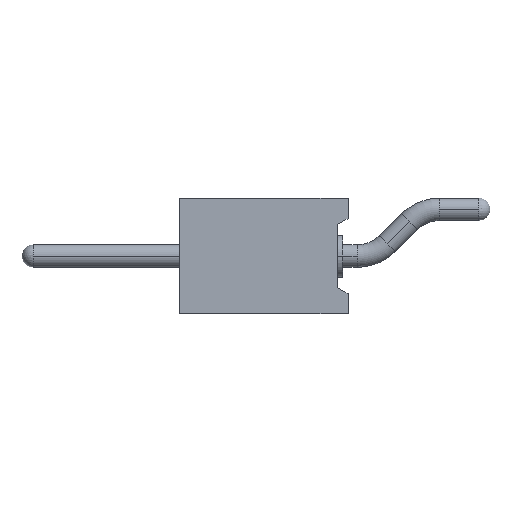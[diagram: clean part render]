
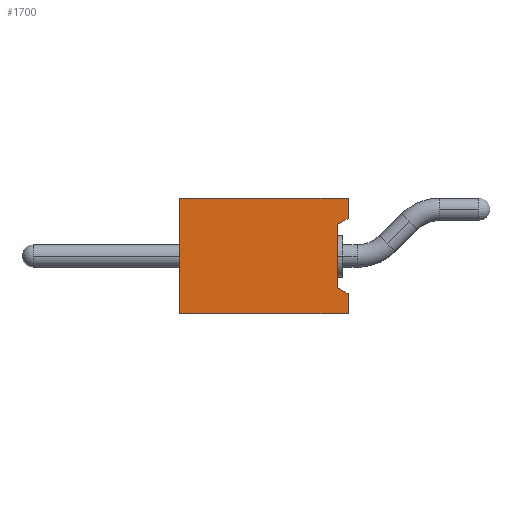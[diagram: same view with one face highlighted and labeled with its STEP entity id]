
A CAD part, left-side view. The second image highlights one B-rep face of the part: STEP entity #1700.
In plain terms, the highlighted planar face has unit normal (-1, 0, 0).
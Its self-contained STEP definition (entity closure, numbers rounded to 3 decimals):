
#1700=ADVANCED_FACE('',(#3439),#3440,.F.);
#3439=FACE_OUTER_BOUND('',#5192,.T.);
#3440=PLANE('',#5193);
#5192=EDGE_LOOP('',(#10525,#10526,#10527,#10528,#10529,#10530,#10531,#10532));
#5193=AXIS2_PLACEMENT_3D('',#10533,#10534,#10535);
#10525=ORIENTED_EDGE('',*,*,#12697,.T.);
#10526=ORIENTED_EDGE('',*,*,#12700,.F.);
#10527=ORIENTED_EDGE('',*,*,#12708,.F.);
#10528=ORIENTED_EDGE('',*,*,#12710,.T.);
#10529=ORIENTED_EDGE('',*,*,#12095,.F.);
#10530=ORIENTED_EDGE('',*,*,#12692,.F.);
#10531=ORIENTED_EDGE('',*,*,#12694,.T.);
#10532=ORIENTED_EDGE('',*,*,#12185,.T.);
#10533=CARTESIAN_POINT('',(-14.175,1.6,0.0));
#10534=DIRECTION('',(1.0,0.0,0.0));
#10535=DIRECTION('',(0.0,0.0,-1.0));
#12095=EDGE_CURVE('',#15028,#15030,#15031,.T.);
#12185=EDGE_CURVE('',#15207,#15205,#15208,.T.);
#12692=EDGE_CURVE('',#15882,#15028,#15884,.T.);
#12694=EDGE_CURVE('',#15882,#15207,#15886,.T.);
#12697=EDGE_CURVE('',#15205,#15888,#15890,.T.);
#12700=EDGE_CURVE('',#15892,#15888,#15894,.T.);
#12708=EDGE_CURVE('',#15902,#15892,#15904,.T.);
#12710=EDGE_CURVE('',#15902,#15030,#15906,.T.);
#15028=VERTEX_POINT('',#18555);
#15030=VERTEX_POINT('',#18558);
#15031=LINE('',#18559,#18560);
#15205=VERTEX_POINT('',#18821);
#15207=VERTEX_POINT('',#18824);
#15208=LINE('',#18825,#18826);
#15882=VERTEX_POINT('',#19837);
#15884=LINE('',#19840,#19841);
#15886=LINE('',#19843,#19844);
#15888=VERTEX_POINT('',#19846);
#15890=LINE('',#19849,#19850);
#15892=VERTEX_POINT('',#19852);
#15894=LINE('',#19855,#19856);
#15902=VERTEX_POINT('',#19867);
#15904=LINE('',#19870,#19871);
#15906=LINE('',#19873,#19874);
#18555=CARTESIAN_POINT('',(-14.175,0.0,-1.1));
#18558=CARTESIAN_POINT('',(-14.175,3.2,-1.1));
#18559=CARTESIAN_POINT('',(-14.175,1.6,-1.1));
#18560=VECTOR('',#22584,1.0);
#18821=CARTESIAN_POINT('',(-14.175,0.2,0.6));
#18824=CARTESIAN_POINT('',(-14.175,0.2,-0.6));
#18825=CARTESIAN_POINT('',(-14.175,0.2,0.));
#18826=VECTOR('',#22673,1.0);
#19837=CARTESIAN_POINT('',(-14.175,0.0,-0.715));
#19840=CARTESIAN_POINT('',(-14.175,0.0,0.0));
#19841=VECTOR('',#23012,1.0);
#19843=CARTESIAN_POINT('',(-14.175,0.805,-0.251));
#19844=VECTOR('',#23013,1.0);
#19846=CARTESIAN_POINT('',(-14.175,0.0,0.715));
#19849=CARTESIAN_POINT('',(-14.175,0.805,0.251));
#19850=VECTOR('',#23015,1.0);
#19852=CARTESIAN_POINT('',(-14.175,0.0,1.1));
#19855=CARTESIAN_POINT('',(-14.175,0.0,0.0));
#19856=VECTOR('',#23017,1.0);
#19867=CARTESIAN_POINT('',(-14.175,3.2,1.1));
#19870=CARTESIAN_POINT('',(-14.175,1.6,1.1));
#19871=VECTOR('',#23022,1.0);
#19873=CARTESIAN_POINT('',(-14.175,3.2,0.0));
#19874=VECTOR('',#23023,1.0);
#22584=DIRECTION('',(0.0,1.0,0.0));
#22673=DIRECTION('',(0.0,0.0,1.0));
#23012=DIRECTION('',(0.0,0.0,-1.0));
#23013=DIRECTION('',(-0.0,0.866,0.5));
#23015=DIRECTION('',(0.0,-0.866,0.5));
#23017=DIRECTION('',(0.0,0.0,-1.0));
#23022=DIRECTION('',(0.0,-1.0,0.0));
#23023=DIRECTION('',(0.0,0.0,-1.0));
